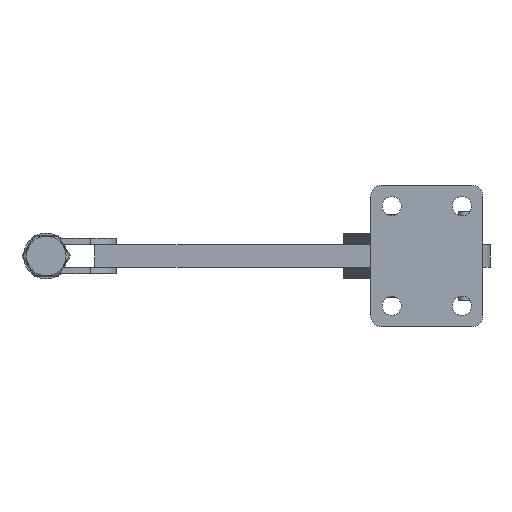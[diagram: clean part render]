
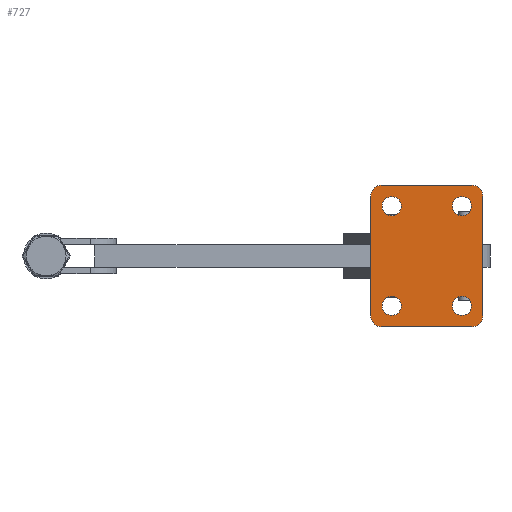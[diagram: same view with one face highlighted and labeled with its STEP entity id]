
A CAD part, front view. The second image highlights one B-rep face of the part: STEP entity #727.
In plain terms, the highlighted planar face has unit normal (0, -1, 0).
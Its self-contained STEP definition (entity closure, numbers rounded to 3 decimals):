
#4 = DIRECTION ( 'NONE',  ( 1., 0., 0. ) ) ;
#26 = AXIS2_PLACEMENT_3D ( 'NONE', #589, #3372, #8386 ) ;
#31 = CARTESIAN_POINT ( 'NONE',  ( -25.394, -3., 27.1 ) ) ;
#67 = EDGE_CURVE ( 'NONE', #2489, #7035, #6568, .T. ) ;
#88 = CIRCLE ( 'NONE', #4886, 4.35 ) ;
#223 = ORIENTED_EDGE ( 'NONE', *, *, #480, .F. ) ;
#324 = LINE ( 'NONE', #31, #8690 ) ;
#447 = AXIS2_PLACEMENT_3D ( 'NONE', #7746, #7745, #3792 ) ;
#459 = CARTESIAN_POINT ( 'NONE',  ( -25.394, -3., -37.1 ) ) ;
#472 = CARTESIAN_POINT ( 'NONE',  ( -41.3, -3., 17.6 ) ) ;
#480 = EDGE_CURVE ( 'NONE', #1278, #3060, #1136, .T. ) ;
#486 = CARTESIAN_POINT ( 'NONE',  ( -41.3, -3., 17.6 ) ) ;
#575 = EDGE_CURVE ( 'NONE', #8322, #1278, #6134, .T. ) ;
#589 = CARTESIAN_POINT ( 'NONE',  ( -4.994, -3., 22.1 ) ) ;
#727 = ADVANCED_FACE ( 'NONE', ( #8295, #10842, #5989, #3715, #1386 ), #3110, .F. ) ;
#817 = CIRCLE ( 'NONE', #7138, 5. ) ;
#832 = LINE ( 'NONE', #459, #9785 ) ;
#877 = EDGE_CURVE ( 'NONE', #7035, #2489, #4400, .T. ) ;
#884 = DIRECTION ( 'NONE',  ( -1., 0., 0. ) ) ;
#889 = DIRECTION ( 'NONE',  ( 0., 1., 0. ) ) ;
#903 = CARTESIAN_POINT ( 'NONE',  ( -9.5, -3., -27.6 ) ) ;
#926 = EDGE_CURVE ( 'NONE', #7014, #1439, #10442, .T. ) ;
#959 = ORIENTED_EDGE ( 'NONE', *, *, #5544, .T. ) ;
#1035 = DIRECTION ( 'NONE',  ( 0., 1., 0. ) ) ;
#1044 = CIRCLE ( 'NONE', #447, 5. ) ;
#1126 = AXIS2_PLACEMENT_3D ( 'NONE', #903, #889, #884 ) ;
#1136 = LINE ( 'NONE', #1541, #5744 ) ;
#1278 = VERTEX_POINT ( 'NONE', #3984 ) ;
#1325 = AXIS2_PLACEMENT_3D ( 'NONE', #6193, #5200, #6350 ) ;
#1386 = FACE_OUTER_BOUND ( 'NONE', #2278, .T. ) ;
#1423 = VERTEX_POINT ( 'NONE', #11087 ) ;
#1439 = VERTEX_POINT ( 'NONE', #10512 ) ;
#1523 = AXIS2_PLACEMENT_3D ( 'NONE', #8304, #7377, #4060 ) ;
#1536 = ORIENTED_EDGE ( 'NONE', *, *, #2645, .T. ) ;
#1541 = CARTESIAN_POINT ( 'NONE',  ( 0.006, -3., 58.819 ) ) ;
#2031 = DIRECTION ( 'NONE',  ( -1., 0., 0. ) ) ;
#2043 = DIRECTION ( 'NONE',  ( 0., 1., 0. ) ) ;
#2067 = CARTESIAN_POINT ( 'NONE',  ( -41.3, -3., -27.6 ) ) ;
#2095 = EDGE_CURVE ( 'NONE', #3060, #8482, #817, .T. ) ;
#2246 = EDGE_CURVE ( 'NONE', #8482, #7014, #832, .T. ) ;
#2278 = EDGE_LOOP ( 'NONE', ( #223, #10144, #5156, #9715, #10615, #9264, #8241, #8174 ) ) ;
#2424 = DIRECTION ( 'NONE',  ( 0., 1., 0. ) ) ;
#2441 = AXIS2_PLACEMENT_3D ( 'NONE', #486, #2424, #2450 ) ;
#2450 = DIRECTION ( 'NONE',  ( 1., 0., 0. ) ) ;
#2489 = VERTEX_POINT ( 'NONE', #5165 ) ;
#2536 = CARTESIAN_POINT ( 'NONE',  ( -5.15, -3., 17.6 ) ) ;
#2645 = EDGE_CURVE ( 'NONE', #1423, #4488, #7191, .T. ) ;
#2675 = CARTESIAN_POINT ( 'NONE',  ( -45.794, -3., -37.1 ) ) ;
#2859 = CARTESIAN_POINT ( 'NONE',  ( -13.85, -3., -27.6 ) ) ;
#3060 = VERTEX_POINT ( 'NONE', #3200 ) ;
#3110 = PLANE ( 'NONE',  #1523 ) ;
#3200 = CARTESIAN_POINT ( 'NONE',  ( 0.006, -3., -32.1 ) ) ;
#3372 = DIRECTION ( 'NONE',  ( 0., 1., 0. ) ) ;
#3417 = CARTESIAN_POINT ( 'NONE',  ( -5.15, -3., -27.6 ) ) ;
#3590 = CIRCLE ( 'NONE', #1126, 4.35 ) ;
#3715 = FACE_BOUND ( 'NONE', #6072, .T. ) ;
#3760 = LINE ( 'NONE', #6680, #8075 ) ;
#3792 = DIRECTION ( 'NONE',  ( 1., 0., 0. ) ) ;
#3899 = CARTESIAN_POINT ( 'NONE',  ( -9.5, -3., 17.6 ) ) ;
#3984 = CARTESIAN_POINT ( 'NONE',  ( 0.006, -3., 22.1 ) ) ;
#4018 = CARTESIAN_POINT ( 'NONE',  ( -9.5, -3., 17.6 ) ) ;
#4060 = DIRECTION ( 'NONE',  ( 1., 0., 0. ) ) ;
#4223 = EDGE_CURVE ( 'NONE', #6153, #8322, #324, .T. ) ;
#4400 = CIRCLE ( 'NONE', #10796, 4.35 ) ;
#4488 = VERTEX_POINT ( 'NONE', #7870 ) ;
#4494 = ORIENTED_EDGE ( 'NONE', *, *, #10097, .T. ) ;
#4513 = DIRECTION ( 'NONE',  ( 1., 0., 0. ) ) ;
#4662 = DIRECTION ( 'NONE',  ( 0., 0., -1. ) ) ;
#4690 = DIRECTION ( 'NONE',  ( 0., 1., 0. ) ) ;
#4886 = AXIS2_PLACEMENT_3D ( 'NONE', #9772, #9604, #9394 ) ;
#4985 = CIRCLE ( 'NONE', #9933, 4.35 ) ;
#5112 = ORIENTED_EDGE ( 'NONE', *, *, #877, .T. ) ;
#5156 = ORIENTED_EDGE ( 'NONE', *, *, #4223, .F. ) ;
#5165 = CARTESIAN_POINT ( 'NONE',  ( -13.85, -3., 17.6 ) ) ;
#5200 = DIRECTION ( 'NONE',  ( 0., 1., 0. ) ) ;
#5472 = ORIENTED_EDGE ( 'NONE', *, *, #7290, .T. ) ;
#5530 = VERTEX_POINT ( 'NONE', #2859 ) ;
#5544 = EDGE_CURVE ( 'NONE', #4488, #1423, #8251, .T. ) ;
#5722 = CARTESIAN_POINT ( 'NONE',  ( -45.65, -3., -27.6 ) ) ;
#5744 = VECTOR ( 'NONE', #4662, 1000. ) ;
#5841 = DIRECTION ( 'NONE',  ( 0., 1., 0. ) ) ;
#5989 = FACE_BOUND ( 'NONE', #6741, .T. ) ;
#6025 = ORIENTED_EDGE ( 'NONE', *, *, #67, .T. ) ;
#6072 = EDGE_LOOP ( 'NONE', ( #7806, #7820 ) ) ;
#6110 = EDGE_CURVE ( 'NONE', #8994, #6153, #1044, .T. ) ;
#6134 = CIRCLE ( 'NONE', #26, 5. ) ;
#6153 = VERTEX_POINT ( 'NONE', #7667 ) ;
#6193 = CARTESIAN_POINT ( 'NONE',  ( -45.794, -3., -32.1 ) ) ;
#6251 = CARTESIAN_POINT ( 'NONE',  ( -50.794, -3., 22.1 ) ) ;
#6297 = AXIS2_PLACEMENT_3D ( 'NONE', #9974, #9943, #9937 ) ;
#6298 = EDGE_CURVE ( 'NONE', #1439, #8994, #3760, .T. ) ;
#6350 = DIRECTION ( 'NONE',  ( 1., 0., 0. ) ) ;
#6351 = EDGE_LOOP ( 'NONE', ( #5472, #4494 ) ) ;
#6490 = AXIS2_PLACEMENT_3D ( 'NONE', #472, #7485, #8849 ) ;
#6568 = CIRCLE ( 'NONE', #7056, 4.35 ) ;
#6680 = CARTESIAN_POINT ( 'NONE',  ( -50.794, -3., 58.819 ) ) ;
#6705 = DIRECTION ( 'NONE',  ( 0., 0., 1. ) ) ;
#6741 = EDGE_LOOP ( 'NONE', ( #1536, #959 ) ) ;
#6761 = CIRCLE ( 'NONE', #6297, 4.35 ) ;
#6862 = VERTEX_POINT ( 'NONE', #3417 ) ;
#7014 = VERTEX_POINT ( 'NONE', #2675 ) ;
#7035 = VERTEX_POINT ( 'NONE', #2536 ) ;
#7056 = AXIS2_PLACEMENT_3D ( 'NONE', #4018, #4690, #8307 ) ;
#7097 = CARTESIAN_POINT ( 'NONE',  ( -4.994, -3., -32.1 ) ) ;
#7138 = AXIS2_PLACEMENT_3D ( 'NONE', #7097, #1035, #4513 ) ;
#7191 = CIRCLE ( 'NONE', #6490, 4.35 ) ;
#7290 = EDGE_CURVE ( 'NONE', #5530, #6862, #3590, .T. ) ;
#7377 = DIRECTION ( 'NONE',  ( 0., 1., 0. ) ) ;
#7485 = DIRECTION ( 'NONE',  ( 0., 1., 0. ) ) ;
#7667 = CARTESIAN_POINT ( 'NONE',  ( -45.794, -3., 27.1 ) ) ;
#7745 = DIRECTION ( 'NONE',  ( 0., 1., 0. ) ) ;
#7746 = CARTESIAN_POINT ( 'NONE',  ( -45.794, -3., 22.1 ) ) ;
#7806 = ORIENTED_EDGE ( 'NONE', *, *, #8362, .T. ) ;
#7820 = ORIENTED_EDGE ( 'NONE', *, *, #9707, .T. ) ;
#7870 = CARTESIAN_POINT ( 'NONE',  ( -36.95, -3., 17.6 ) ) ;
#8075 = VECTOR ( 'NONE', #6705, 1000. ) ;
#8174 = ORIENTED_EDGE ( 'NONE', *, *, #2095, .F. ) ;
#8211 = VERTEX_POINT ( 'NONE', #11054 ) ;
#8241 = ORIENTED_EDGE ( 'NONE', *, *, #2246, .F. ) ;
#8251 = CIRCLE ( 'NONE', #2441, 4.35 ) ;
#8295 = FACE_BOUND ( 'NONE', #6351, .T. ) ;
#8304 = CARTESIAN_POINT ( 'NONE',  ( -25.394, -3., 58.819 ) ) ;
#8307 = DIRECTION ( 'NONE',  ( 1., 0., 0. ) ) ;
#8312 = DIRECTION ( 'NONE',  ( -1., 0., 0. ) ) ;
#8322 = VERTEX_POINT ( 'NONE', #10332 ) ;
#8362 = EDGE_CURVE ( 'NONE', #11138, #8211, #6761, .T. ) ;
#8386 = DIRECTION ( 'NONE',  ( 1., 0., 0. ) ) ;
#8482 = VERTEX_POINT ( 'NONE', #9187 ) ;
#8690 = VECTOR ( 'NONE', #4, 1000. ) ;
#8730 = EDGE_LOOP ( 'NONE', ( #6025, #5112 ) ) ;
#8849 = DIRECTION ( 'NONE',  ( 1., 0., 0. ) ) ;
#8994 = VERTEX_POINT ( 'NONE', #6251 ) ;
#9187 = CARTESIAN_POINT ( 'NONE',  ( -4.994, -3., -37.1 ) ) ;
#9264 = ORIENTED_EDGE ( 'NONE', *, *, #926, .F. ) ;
#9312 = DIRECTION ( 'NONE',  ( 1., 0., 0. ) ) ;
#9394 = DIRECTION ( 'NONE',  ( -1., 0., 0. ) ) ;
#9604 = DIRECTION ( 'NONE',  ( 0., 1., 0. ) ) ;
#9707 = EDGE_CURVE ( 'NONE', #8211, #11138, #4985, .T. ) ;
#9715 = ORIENTED_EDGE ( 'NONE', *, *, #6110, .F. ) ;
#9772 = CARTESIAN_POINT ( 'NONE',  ( -9.5, -3., -27.6 ) ) ;
#9785 = VECTOR ( 'NONE', #8312, 1000. ) ;
#9933 = AXIS2_PLACEMENT_3D ( 'NONE', #2067, #2043, #2031 ) ;
#9937 = DIRECTION ( 'NONE',  ( -1., 0., 0. ) ) ;
#9943 = DIRECTION ( 'NONE',  ( 0., 1., 0. ) ) ;
#9974 = CARTESIAN_POINT ( 'NONE',  ( -41.3, -3., -27.6 ) ) ;
#10097 = EDGE_CURVE ( 'NONE', #6862, #5530, #88, .T. ) ;
#10144 = ORIENTED_EDGE ( 'NONE', *, *, #575, .F. ) ;
#10332 = CARTESIAN_POINT ( 'NONE',  ( -4.994, -3., 27.1 ) ) ;
#10442 = CIRCLE ( 'NONE', #1325, 5. ) ;
#10512 = CARTESIAN_POINT ( 'NONE',  ( -50.794, -3., -32.1 ) ) ;
#10615 = ORIENTED_EDGE ( 'NONE', *, *, #6298, .F. ) ;
#10796 = AXIS2_PLACEMENT_3D ( 'NONE', #3899, #5841, #9312 ) ;
#10842 = FACE_BOUND ( 'NONE', #8730, .T. ) ;
#11054 = CARTESIAN_POINT ( 'NONE',  ( -36.95, -3., -27.6 ) ) ;
#11087 = CARTESIAN_POINT ( 'NONE',  ( -45.65, -3., 17.6 ) ) ;
#11138 = VERTEX_POINT ( 'NONE', #5722 ) ;
